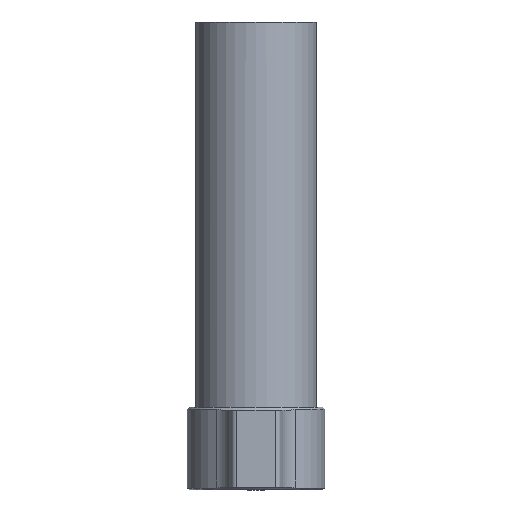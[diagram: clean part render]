
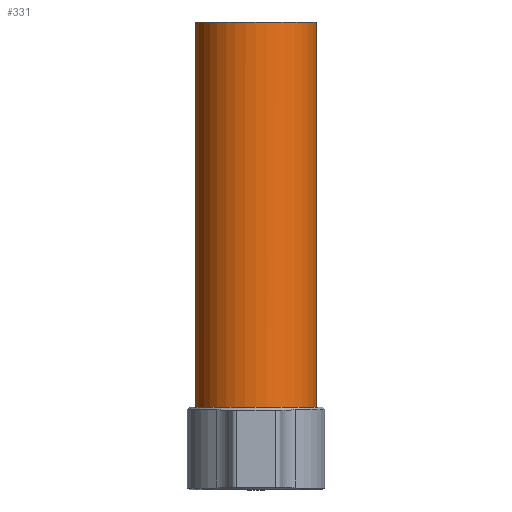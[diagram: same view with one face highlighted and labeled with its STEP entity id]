
A CAD part, front view. The second image highlights one B-rep face of the part: STEP entity #331.
In plain terms, the highlighted cylindrical face has radius 11 mm (diameter 22 mm), a full revolution.
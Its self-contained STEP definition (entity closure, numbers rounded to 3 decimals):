
#187=EDGE_CURVE('Unnamed[1]',#444,#502,#503,.T.);
#258=EDGE_CURVE('Unnamed[1]',#502,#609,#610,.T.);
#274=EDGE_CURVE('Unnamed[1]',#609,#445,#629,.T.);
#297=EDGE_CURVE('Unnamed[1]',#659,#659,#660,.T.);
#331=ADVANCED_FACE('Unnamed[1]',(#707,#708),#709,.T.);
#391=EDGE_CURVE('Unnamed[1]',#445,#444,#779,.T.);
#444=VERTEX_POINT('',#833);
#445=VERTEX_POINT('',#834);
#502=VERTEX_POINT('',#1057);
#503=LINE('',#1058,#1059);
#609=VERTEX_POINT('',#1426);
#610=CIRCLE('',#1427,11.0);
#629=LINE('',#1518,#1519);
#659=VERTEX_POINT('',#1560);
#660=CIRCLE('',#1561,11.0);
#707=FACE_BOUND('',#1624,.T.);
#708=FACE_BOUND('',#1625,.T.);
#709=CYLINDRICAL_SURFACE('',#1626,11.0);
#779=ELLIPSE('',#1966,15.556,11.0);
#833=CARTESIAN_POINT('',(5.545,9.5,-64.));
#834=CARTESIAN_POINT('',(-5.545,9.5,-64.));
#1057=CARTESIAN_POINT('',(5.545,9.5,0.));
#1058=CARTESIAN_POINT('',(5.545,9.5,-32.));
#1059=VECTOR('',#2067,1.0);
#1426=CARTESIAN_POINT('',(-5.545,9.5,0.));
#1427=AXIS2_PLACEMENT_3D('',#2183,#2184,#2185);
#1518=CARTESIAN_POINT('',(-5.545,9.5,-32.));
#1519=VECTOR('',#2216,1.0);
#1560=CARTESIAN_POINT('',(0.,11.0,-70.0));
#1561=AXIS2_PLACEMENT_3D('',#2268,#2269,#2270);
#1624=EDGE_LOOP('',(#2333,#2334,#2335,#2336));
#1625=EDGE_LOOP('',(#2337));
#1626=AXIS2_PLACEMENT_3D('',#2338,#2339,#2340);
#1966=AXIS2_PLACEMENT_3D('',#2412,#2413,#2414);
#2067=DIRECTION('',(0.,0.,1.0));
#2183=CARTESIAN_POINT('',(0.,0.,0.));
#2184=DIRECTION('',(0.,0.,-1.0));
#2185=DIRECTION('',(0.,1.0,0.));
#2216=DIRECTION('',(0.,0.,-1.0));
#2268=CARTESIAN_POINT('',(0.,0.,-70.0));
#2269=DIRECTION('',(0.,0.,-1.0));
#2270=DIRECTION('',(0.,1.0,0.));
#2333=ORIENTED_EDGE('',*,*,#274,.T.);
#2334=ORIENTED_EDGE('',*,*,#391,.T.);
#2335=ORIENTED_EDGE('',*,*,#187,.T.);
#2336=ORIENTED_EDGE('',*,*,#258,.T.);
#2337=ORIENTED_EDGE('',*,*,#297,.F.);
#2338=CARTESIAN_POINT('',(0.,0.,-35.));
#2339=DIRECTION('',(0.,0.,-1.0));
#2340=DIRECTION('',(0.,1.0,0.));
#2412=CARTESIAN_POINT('',(0.,0.,-54.5));
#2413=DIRECTION('',(0.,-0.707,-0.707));
#2414=DIRECTION('',(0.,0.707,-0.707));
